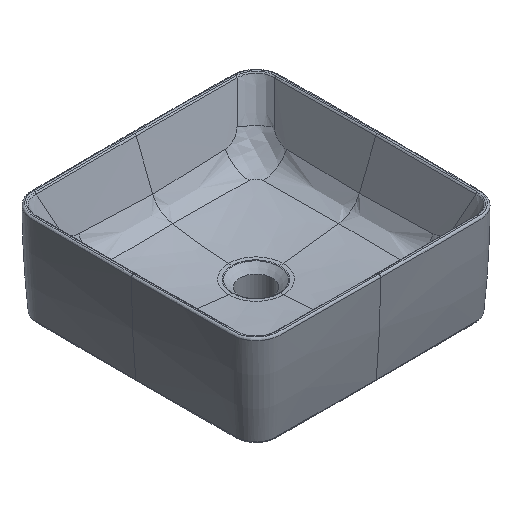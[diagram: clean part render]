
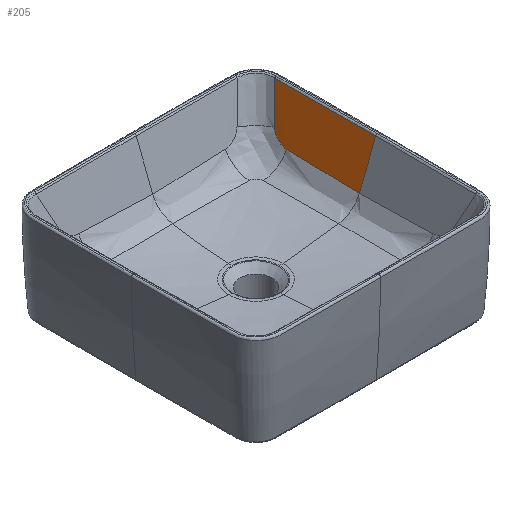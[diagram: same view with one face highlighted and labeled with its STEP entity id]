
A CAD part, isometric view. The second image highlights one B-rep face of the part: STEP entity #205.
In plain terms, the highlighted free-form (B-spline) face has degree [3, 3] with [4, 5] control points.
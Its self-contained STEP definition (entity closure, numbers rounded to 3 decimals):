
#205=ADVANCED_FACE('',(#366),#294,.T.);
#294=B_SPLINE_SURFACE_WITH_KNOTS('',3,3,((#10958,#10959,#10960,#10961,#10962),
(#10963,#10964,#10965,#10966,#10967),(#10968,#10969,#10970,#10971,#10972),
(#10973,#10974,#10975,#10976,#10977)),.UNSPECIFIED.,.F.,.F.,.F.,(4,4),(4,
1,4),(0.,1.),(0.,0.78,1.),.UNSPECIFIED.);
#366=FACE_OUTER_BOUND('',#486,.T.);
#486=EDGE_LOOP('',(#775,#776,#777,#778,#779));
#775=ORIENTED_EDGE('',*,*,#1348,.T.);
#776=ORIENTED_EDGE('',*,*,#1349,.T.);
#777=ORIENTED_EDGE('',*,*,#1350,.T.);
#778=ORIENTED_EDGE('',*,*,#1351,.T.);
#779=ORIENTED_EDGE('',*,*,#1352,.T.);
#1150=VERTEX_POINT('',#10904);
#1151=VERTEX_POINT('',#10905);
#1152=VERTEX_POINT('',#10927);
#1153=VERTEX_POINT('',#10936);
#1154=VERTEX_POINT('',#10941);
#1348=EDGE_CURVE('',#1150,#1151,#1594,.T.);
#1349=EDGE_CURVE('',#1151,#1152,#1595,.T.);
#1350=EDGE_CURVE('',#1152,#1153,#1596,.T.);
#1351=EDGE_CURVE('',#1153,#1154,#1597,.T.);
#1352=EDGE_CURVE('',#1154,#1150,#1598,.T.);
#1594=B_SPLINE_CURVE_WITH_KNOTS('',3,(#10900,#10901,#10902,#10903),
 .UNSPECIFIED.,.F.,.F.,(4,4),(0.,1.),.UNSPECIFIED.);
#1595=B_SPLINE_CURVE_WITH_KNOTS('',3,(#10906,#10907,#10908,#10909,#10910,
#10911,#10912,#10913,#10914,#10915,#10916,#10917,#10918,#10919,#10920,#10921,
#10922,#10923,#10924,#10925,#10926),.UNSPECIFIED.,.F.,.F.,(4,2,1,2,2,2,
2,2,2,2,4),(0.,0.125,0.188,0.219,0.25,0.375,
0.5,0.625,0.687,0.75,
1.),.UNSPECIFIED.);
#1596=B_SPLINE_CURVE_WITH_KNOTS('',3,(#10928,#10929,#10930,#10931,#10932,
#10933,#10934,#10935),.UNSPECIFIED.,.F.,.F.,(4,2,2,4),(0.,0.5,0.75,1.),
 .UNSPECIFIED.);
#1597=B_SPLINE_CURVE_WITH_KNOTS('',3,(#10937,#10938,#10939,#10940),
 .UNSPECIFIED.,.F.,.F.,(4,4),(0.,1.),.UNSPECIFIED.);
#1598=B_SPLINE_CURVE_WITH_KNOTS('',3,(#10942,#10943,#10944,#10945,#10946,
#10947,#10948,#10949,#10950,#10951,#10952,#10953,#10954,#10955,#10956,#10957),
 .UNSPECIFIED.,.F.,.F.,(4,3,3,3,3,4),(0.,0.152,0.475,
0.798,0.96,1.),.UNSPECIFIED.);
#10900=CARTESIAN_POINT('',(181.874,-36.706,-2.095));
#10901=CARTESIAN_POINT('',(176.059,-42.278,-17.719));
#10902=CARTESIAN_POINT('',(170.078,-48.088,-33.189));
#10903=CARTESIAN_POINT('',(163.936,-54.131,-48.507));
#10904=CARTESIAN_POINT('',(181.874,-36.706,-2.095));
#10905=CARTESIAN_POINT('',(163.936,-54.131,-48.507));
#10906=CARTESIAN_POINT('',(163.936,-54.131,-48.507));
#10907=CARTESIAN_POINT('',(163.51,-54.55,-49.569));
#10908=CARTESIAN_POINT('',(163.096,-55.094,-50.603));
#10909=CARTESIAN_POINT('',(162.492,-56.099,-52.11));
#10910=CARTESIAN_POINT('',(162.195,-56.648,-52.852));
#10911=CARTESIAN_POINT('',(161.905,-57.267,-53.579));
#10912=CARTESIAN_POINT('',(161.713,-57.696,-54.059));
#10913=CARTESIAN_POINT('',(161.608,-57.941,-54.322));
#10914=CARTESIAN_POINT('',(161.183,-58.975,-55.385));
#10915=CARTESIAN_POINT('',(160.862,-59.88,-56.189));
#10916=CARTESIAN_POINT('',(160.26,-61.845,-57.703));
#10917=CARTESIAN_POINT('',(159.967,-62.953,-58.44));
#10918=CARTESIAN_POINT('',(159.464,-65.135,-59.711));
#10919=CARTESIAN_POINT('',(159.239,-66.258,-60.28));
#10920=CARTESIAN_POINT('',(158.942,-67.993,-61.037));
#10921=CARTESIAN_POINT('',(158.85,-68.58,-61.272));
#10922=CARTESIAN_POINT('',(158.679,-69.769,-61.711));
#10923=CARTESIAN_POINT('',(158.604,-70.341,-61.905));
#10924=CARTESIAN_POINT('',(158.226,-73.554,-62.886));
#10925=CARTESIAN_POINT('',(158.066,-76.064,-63.32));
#10926=CARTESIAN_POINT('',(158.052,-78.514,-63.403));
#10927=CARTESIAN_POINT('',(158.052,-78.514,-63.403));
#10928=CARTESIAN_POINT('',(158.052,-78.514,-63.403));
#10929=CARTESIAN_POINT('',(157.94,-97.087,-64.03));
#10930=CARTESIAN_POINT('',(157.856,-115.668,-64.5));
#10931=CARTESIAN_POINT('',(157.735,-143.54,-65.06));
#10932=CARTESIAN_POINT('',(157.693,-152.831,-65.227));
#10933=CARTESIAN_POINT('',(157.607,-171.415,-65.522));
#10934=CARTESIAN_POINT('',(157.556,-180.706,-65.669));
#10935=CARTESIAN_POINT('',(157.554,-190.,-65.672));
#10936=CARTESIAN_POINT('',(157.554,-190.,-65.672));
#10937=CARTESIAN_POINT('',(157.554,-190.,-65.672));
#10938=CARTESIAN_POINT('',(166.301,-190.,-44.628));
#10939=CARTESIAN_POINT('',(174.688,-190.,-23.434));
#10940=CARTESIAN_POINT('',(182.708,-190.,-2.108));
#10941=CARTESIAN_POINT('',(182.708,-190.,-2.108));
#10942=CARTESIAN_POINT('',(182.708,-190.,-2.108));
#10943=CARTESIAN_POINT('',(182.708,-182.256,-2.108));
#10944=CARTESIAN_POINT('',(182.702,-174.512,-2.108));
#10945=CARTESIAN_POINT('',(182.689,-166.768,-2.108));
#10946=CARTESIAN_POINT('',(182.662,-150.252,-2.109));
#10947=CARTESIAN_POINT('',(182.605,-133.736,-2.109));
#10948=CARTESIAN_POINT('',(182.519,-117.22,-2.109));
#10949=CARTESIAN_POINT('',(182.433,-100.704,-2.11));
#10950=CARTESIAN_POINT('',(182.317,-84.188,-2.11));
#10951=CARTESIAN_POINT('',(182.173,-67.673,-2.111));
#10952=CARTESIAN_POINT('',(182.1,-59.415,-2.112));
#10953=CARTESIAN_POINT('',(182.021,-51.157,-2.111));
#10954=CARTESIAN_POINT('',(181.934,-42.9,-2.113));
#10955=CARTESIAN_POINT('',(181.912,-40.835,-2.113));
#10956=CARTESIAN_POINT('',(181.889,-38.771,-2.113));
#10957=CARTESIAN_POINT('',(181.874,-36.706,-2.095));
#10958=CARTESIAN_POINT('',(183.5,-190.,0.));
#10959=CARTESIAN_POINT('',(169.596,-190.,-37.096));
#10960=CARTESIAN_POINT('',(150.341,-190.,-84.164));
#10961=CARTESIAN_POINT('',(129.327,-190.,-130.418));
#10962=CARTESIAN_POINT('',(124.637,-190.,-140.579));
#10963=CARTESIAN_POINT('',(183.5,-129.184,0.));
#10964=CARTESIAN_POINT('',(169.596,-129.184,-37.096));
#10965=CARTESIAN_POINT('',(150.341,-129.184,-84.164));
#10966=CARTESIAN_POINT('',(129.327,-129.184,-130.418));
#10967=CARTESIAN_POINT('',(124.637,-129.184,-140.579));
#10968=CARTESIAN_POINT('',(183.104,-68.367,0.));
#10969=CARTESIAN_POINT('',(169.2,-68.367,-37.096));
#10970=CARTESIAN_POINT('',(149.945,-68.367,-84.164));
#10971=CARTESIAN_POINT('',(128.931,-68.367,-130.418));
#10972=CARTESIAN_POINT('',(124.24,-68.367,-140.579));
#10973=CARTESIAN_POINT('',(182.311,-7.556,0.));
#10974=CARTESIAN_POINT('',(168.407,-7.556,-37.096));
#10975=CARTESIAN_POINT('',(149.152,-7.556,-84.164));
#10976=CARTESIAN_POINT('',(128.138,-7.556,-130.418));
#10977=CARTESIAN_POINT('',(123.447,-7.556,-140.579));
